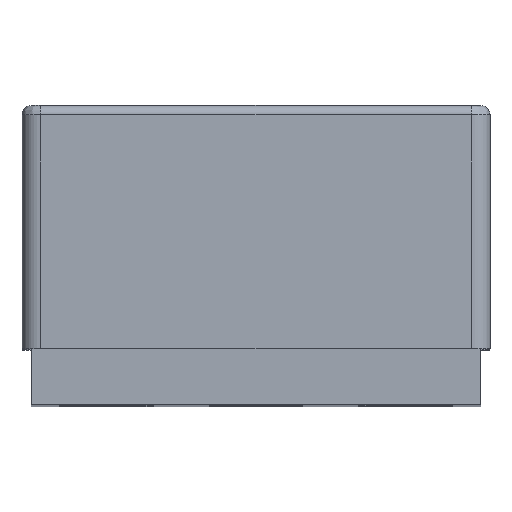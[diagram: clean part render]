
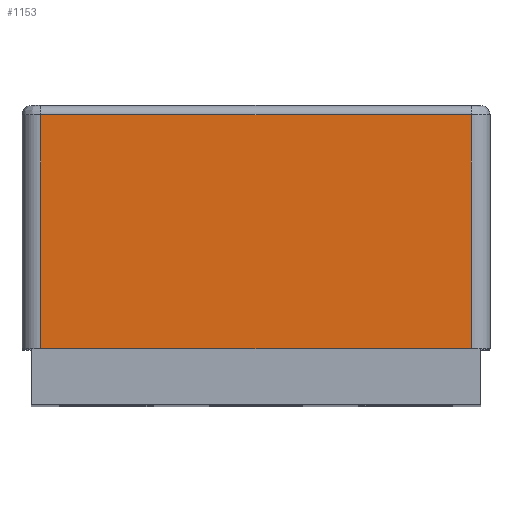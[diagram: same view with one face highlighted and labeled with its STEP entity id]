
A CAD part, top view. The second image highlights one B-rep face of the part: STEP entity #1153.
In plain terms, the highlighted planar face has unit normal (0, 0, 1).
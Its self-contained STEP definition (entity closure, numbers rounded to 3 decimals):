
#272 = LINE ( 'NONE', #1616, #3151 ) ;
#299 = VERTEX_POINT ( 'NONE', #5617 ) ;
#531 = EDGE_CURVE ( 'NONE', #299, #1235, #1523, .T. ) ;
#598 = CARTESIAN_POINT ( 'NONE',  ( 1.15, 1.6, 2.45 ) ) ;
#699 = ORIENTED_EDGE ( 'NONE', *, *, #2578, .F. ) ;
#839 = EDGE_LOOP ( 'NONE', ( #2071, #2375, #699, #5206 ) ) ;
#990 = DIRECTION ( 'NONE',  ( 0., 1., 0. ) ) ;
#1153 = ADVANCED_FACE ( 'NONE', ( #3169 ), #3666, .F. ) ;
#1235 = VERTEX_POINT ( 'NONE', #3707 ) ;
#1355 = EDGE_CURVE ( 'NONE', #2486, #299, #272, .T. ) ;
#1523 = LINE ( 'NONE', #598, #2677 ) ;
#1616 = CARTESIAN_POINT ( 'NONE',  ( 1.25, 1.55, 2.45 ) ) ;
#1812 = CARTESIAN_POINT ( 'NONE',  ( -1.15, 0.3, 2.45 ) ) ;
#2071 = ORIENTED_EDGE ( 'NONE', *, *, #1355, .F. ) ;
#2138 = DIRECTION ( 'NONE',  ( 1., 0., 0. ) ) ;
#2236 = DIRECTION ( 'NONE',  ( 0., 0., -1. ) ) ;
#2375 = ORIENTED_EDGE ( 'NONE', *, *, #5921, .F. ) ;
#2466 = CARTESIAN_POINT ( 'NONE',  ( -1.15, 1.6, 2.45 ) ) ;
#2486 = VERTEX_POINT ( 'NONE', #3804 ) ;
#2578 = EDGE_CURVE ( 'NONE', #1235, #4589, #4951, .T. ) ;
#2677 = VECTOR ( 'NONE', #6069, 1000. ) ;
#2725 = CARTESIAN_POINT ( 'NONE',  ( 1.25, 1.6, 2.45 ) ) ;
#3109 = AXIS2_PLACEMENT_3D ( 'NONE', #2725, #2236, #6171 ) ;
#3151 = VECTOR ( 'NONE', #2138, 1000. ) ;
#3169 = FACE_OUTER_BOUND ( 'NONE', #839, .T. ) ;
#3415 = CARTESIAN_POINT ( 'NONE',  ( 0., 0.3, 2.45 ) ) ;
#3666 = PLANE ( 'NONE',  #3109 ) ;
#3707 = CARTESIAN_POINT ( 'NONE',  ( 1.15, 0.3, 2.45 ) ) ;
#3804 = CARTESIAN_POINT ( 'NONE',  ( -1.15, 1.55, 2.45 ) ) ;
#4325 = VECTOR ( 'NONE', #5432, 1000. ) ;
#4589 = VERTEX_POINT ( 'NONE', #1812 ) ;
#4951 = LINE ( 'NONE', #3415, #4325 ) ;
#5206 = ORIENTED_EDGE ( 'NONE', *, *, #531, .F. ) ;
#5432 = DIRECTION ( 'NONE',  ( -1., 0., 0. ) ) ;
#5617 = CARTESIAN_POINT ( 'NONE',  ( 1.15, 1.55, 2.45 ) ) ;
#5729 = LINE ( 'NONE', #2466, #6445 ) ;
#5921 = EDGE_CURVE ( 'NONE', #4589, #2486, #5729, .T. ) ;
#6069 = DIRECTION ( 'NONE',  ( 0., -1., 0. ) ) ;
#6171 = DIRECTION ( 'NONE',  ( -1., 0., 0. ) ) ;
#6445 = VECTOR ( 'NONE', #990, 1000. ) ;
